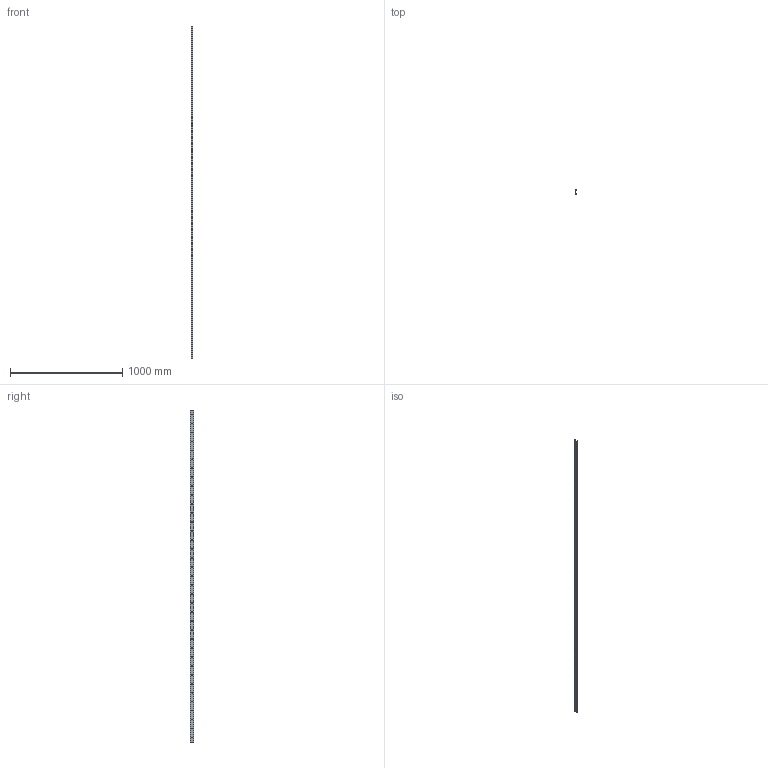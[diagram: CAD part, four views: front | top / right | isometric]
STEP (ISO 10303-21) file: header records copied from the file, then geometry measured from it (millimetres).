
FILE_DESCRIPTION(/* description */ ('Alibre Inc.'),/* implementation_level */ '2;1');
FILE_NAME(/* name */ 'export0',/* time_stamp */ '2010-12-08T16:58:16+01:00',/* author */ (''),/* organization */ (''),/* preprocessor_version */ 'ST-DEVELOPER v10',/* originating_system */ 'Alibre',/* authorisation */ '');
FILE_SCHEMA (('AUTOMOTIVE_DESIGN'));
Length unit declared in the file: millimetre
Bounding box: 16.5 x 35 x 2960 mm (x, y, z)
Volume: 644094.9 mm3; surface area: 372378.8 mm2
Topology: 1 solids, 1 shells, 102 faces, 300 edges, 200 vertices
Faces by surface type: cylinder 50, cone 37, plane 15
Full cylindrical faces by diameter (mm): 6.6 x37
Entity records: 2906 total; most frequent: DIRECTION 515, CARTESIAN_POINT 454, ORIENTED_EDGE 378, EDGE_LOOP 250, FACE_BOUND 250, AXIS2_PLACEMENT_3D 239, EDGE_CURVE 189, VERTEX_POINT 163
